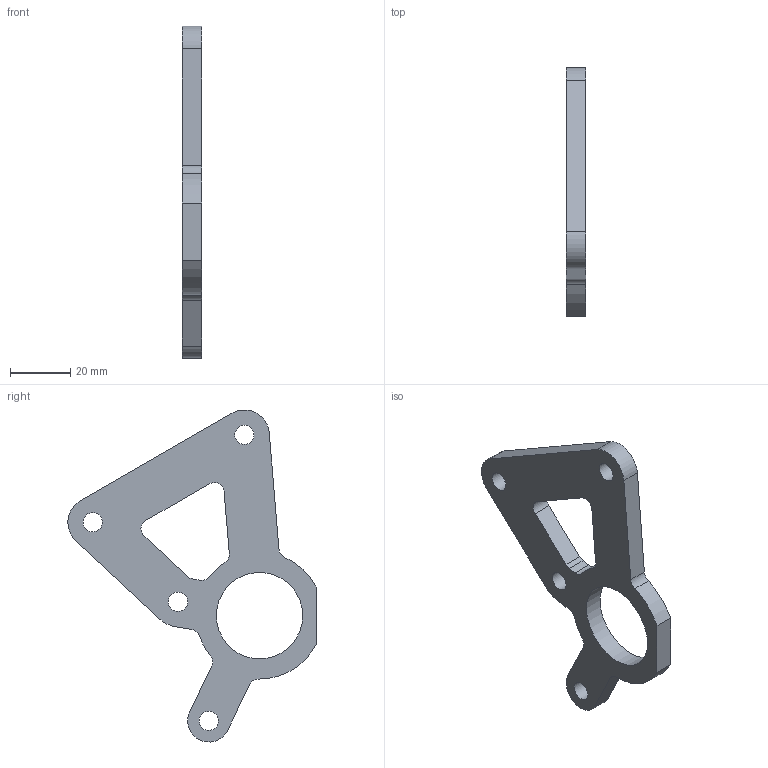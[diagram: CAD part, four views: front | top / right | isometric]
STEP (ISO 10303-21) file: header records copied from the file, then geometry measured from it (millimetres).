
FILE_DESCRIPTION(/* description */ (''),/* implementation_level */ '2;1');
FILE_NAME(/* name */ 'OuterTurretPlate (BaneBotWheelBerringStandoff) v7.step',/* time_stamp */ '2020-03-01T00:49:49-07:00',/* author */ (''),/* organization */ (''),/* preprocessor_version */ 'ST-DEVELOPER v18',/* originating_system */ 'Autodesk Translation Framework v8.12.0.6',/* authorisation */ '');
FILE_SCHEMA (('AUTOMOTIVE_DESIGN { 1 0 10303 214 3 1 1 }'));
Length unit declared in the file: inch
Products named in the file (1): OuterTurretPlate (BaneBotWheelBerringStandoff)
Bounding box: 6.35 x 82.17 x 109.87 mm (x, y, z)
Volume: 20468.5 mm3; surface area: 10112.5 mm2
Topology: 1 solids, 1 shells, 35 faces, 99 edges, 66 vertices
Faces by surface type: cylinder 22, plane 13
Full cylindrical faces by diameter (mm): 6.35 x4, 28.575 x1
Entity records: 1216 total; most frequent: DIRECTION 215, CARTESIAN_POINT 201, ORIENTED_EDGE 198, EDGE_CURVE 99, AXIS2_PLACEMENT_3D 80, VERTEX_POINT 66, LINE 55, VECTOR 55
